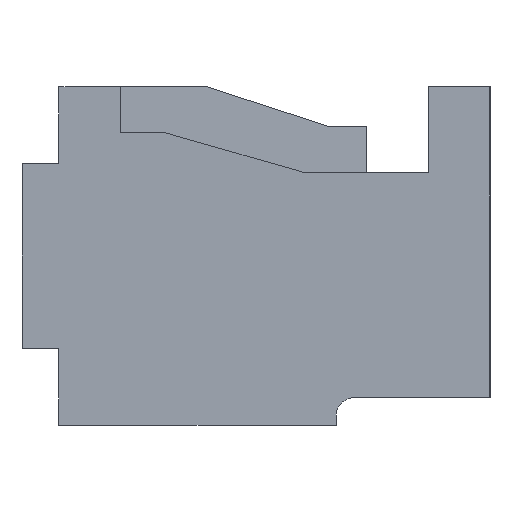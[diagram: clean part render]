
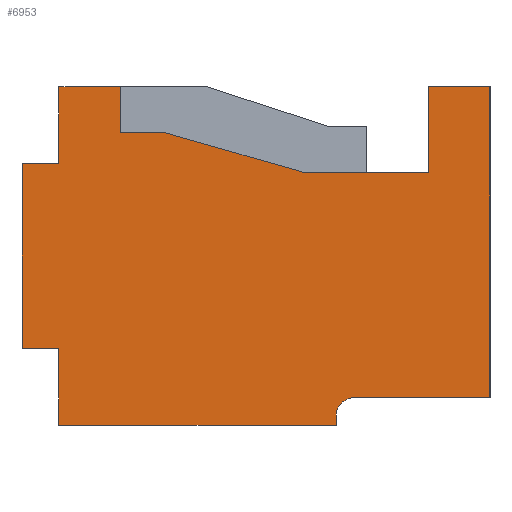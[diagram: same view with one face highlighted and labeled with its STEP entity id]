
A CAD part, left-side view. The second image highlights one B-rep face of the part: STEP entity #6953.
In plain terms, the highlighted planar face has unit normal (-1, 0, 0).
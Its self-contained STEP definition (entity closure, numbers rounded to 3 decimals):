
#13=DIRECTION('',(0.,-1.,0.));
#14=VECTOR('',#13,2.25);
#15=CARTESIAN_POINT('',(-8.2,1.6,-1.375));
#16=LINE('',#15,#14);
#17=DIRECTION('',(0.,0.,1.));
#18=VECTOR('',#17,0.075);
#19=CARTESIAN_POINT('',(-8.2,-0.65,-1.375));
#20=LINE('',#19,#18);
#21=DIRECTION('',(0.,0.,1.));
#22=VECTOR('',#21,0.625);
#23=CARTESIAN_POINT('',(-8.2,1.6,-1.375));
#24=LINE('',#23,#22);
#25=DIRECTION('',(0.,-1.,0.));
#26=VECTOR('',#25,0.3);
#27=CARTESIAN_POINT('',(-8.2,1.9,-0.75));
#28=LINE('',#27,#26);
#29=DIRECTION('',(0.,0.,1.));
#30=VECTOR('',#29,1.5);
#31=CARTESIAN_POINT('',(-8.2,1.9,-0.75));
#32=LINE('',#31,#30);
#33=DIRECTION('',(0.,-1.,0.));
#34=VECTOR('',#33,0.3);
#35=CARTESIAN_POINT('',(-8.2,1.9,0.75));
#36=LINE('',#35,#34);
#37=DIRECTION('',(0.,0.,-1.));
#38=VECTOR('',#37,0.625);
#39=CARTESIAN_POINT('',(-8.2,1.6,1.375));
#40=LINE('',#39,#38);
#41=DIRECTION('',(0.,0.,-1.));
#42=VECTOR('',#41,0.375);
#43=CARTESIAN_POINT('',(-8.2,1.1,1.375));
#44=LINE('',#43,#42);
#45=DIRECTION('',(0.,1.,0.));
#46=VECTOR('',#45,0.367);
#47=CARTESIAN_POINT('',(-8.2,0.733,1.));
#48=LINE('',#47,#46);
#49=DIRECTION('',(0.,0.961,0.276));
#50=VECTOR('',#49,1.179);
#51=CARTESIAN_POINT('',(-8.2,-0.4,0.675));
#52=LINE('',#51,#50);
#53=DIRECTION('',(0.,1.,0.));
#54=VECTOR('',#53,1.);
#55=CARTESIAN_POINT('',(-8.2,-1.4,0.675));
#56=LINE('',#55,#54);
#57=DIRECTION('',(0.,0.,-1.));
#58=VECTOR('',#57,0.7);
#59=CARTESIAN_POINT('',(-8.2,-1.4,1.375));
#60=LINE('',#59,#58);
#61=DIRECTION('',(0.,1.,0.));
#62=VECTOR('',#61,1.1);
#63=CARTESIAN_POINT('',(-8.2,-1.9,-1.15));
#64=LINE('',#63,#62);
#65=CARTESIAN_POINT('',(-8.2,-0.8,-1.3));
#66=DIRECTION('',(1.,0.,0.));
#67=DIRECTION('',(0.,1.,0.));
#68=AXIS2_PLACEMENT_3D('',#65,#66,#67);
#1229=DIRECTION('',(0.,0.,1.));
#1230=VECTOR('',#1229,2.525);
#1231=CARTESIAN_POINT('',(-8.2,-1.9,-1.15));
#1232=LINE('',#1231,#1230);
#1313=DIRECTION('',(0.,-1.,0.));
#1314=VECTOR('',#1313,0.5);
#1315=CARTESIAN_POINT('',(-8.2,1.6,1.375));
#1316=LINE('',#1315,#1314);
#1573=DIRECTION('',(0.,-1.,0.));
#1574=VECTOR('',#1573,0.5);
#1575=CARTESIAN_POINT('',(-8.2,-1.4,1.375));
#1576=LINE('',#1575,#1574);
#5183=CARTESIAN_POINT('',(-8.2,-1.9,1.375));
#5185=VERTEX_POINT('',#5183);
#5187=CARTESIAN_POINT('',(-8.2,1.6,-1.375));
#5189=VERTEX_POINT('',#5187);
#5191=CARTESIAN_POINT('',(-8.2,1.6,1.375));
#5193=VERTEX_POINT('',#5191);
#5195=CARTESIAN_POINT('',(-8.2,1.6,0.75));
#5196=VERTEX_POINT('',#5195);
#5197=CARTESIAN_POINT('',(-8.2,1.9,0.75));
#5198=VERTEX_POINT('',#5197);
#5199=CARTESIAN_POINT('',(-8.2,1.9,-0.75));
#5200=CARTESIAN_POINT('',(-8.2,1.6,-0.75));
#5201=VERTEX_POINT('',#5199);
#5202=VERTEX_POINT('',#5200);
#5281=CARTESIAN_POINT('',(-8.2,-1.4,1.375));
#5282=CARTESIAN_POINT('',(-8.2,-1.4,0.675));
#5283=VERTEX_POINT('',#5281);
#5284=VERTEX_POINT('',#5282);
#5285=CARTESIAN_POINT('',(-8.2,-0.4,0.675));
#5286=VERTEX_POINT('',#5285);
#5287=CARTESIAN_POINT('',(-8.2,0.733,1.));
#5288=VERTEX_POINT('',#5287);
#5289=CARTESIAN_POINT('',(-8.2,1.1,1.));
#5290=VERTEX_POINT('',#5289);
#5291=CARTESIAN_POINT('',(-8.2,1.1,1.375));
#5292=VERTEX_POINT('',#5291);
#6579=CARTESIAN_POINT('',(-8.2,-0.65,-1.375));
#6581=VERTEX_POINT('',#6579);
#6583=CARTESIAN_POINT('',(-8.2,-0.65,-1.3));
#6584=VERTEX_POINT('',#6583);
#6585=CARTESIAN_POINT('',(-8.2,-0.8,-1.15));
#6586=VERTEX_POINT('',#6585);
#6587=CARTESIAN_POINT('',(-8.2,-1.9,-1.15));
#6588=VERTEX_POINT('',#6587);
#6914=CARTESIAN_POINT('',(-8.2,1.9,-1.375));
#6915=DIRECTION('',(-1.,0.,0.));
#6916=DIRECTION('',(0.,-1.,0.));
#6917=AXIS2_PLACEMENT_3D('',#6914,#6915,#6916);
#6918=PLANE('',#6917);
#6919=ORIENTED_EDGE('',*,*,#6905,.F.);
#6920=ORIENTED_EDGE('',*,*,#6894,.F.);
#6922=ORIENTED_EDGE('',*,*,#6921,.T.);
#6924=ORIENTED_EDGE('',*,*,#6923,.F.);
#6926=ORIENTED_EDGE('',*,*,#6925,.T.);
#6928=ORIENTED_EDGE('',*,*,#6927,.T.);
#6930=ORIENTED_EDGE('',*,*,#6929,.F.);
#6932=ORIENTED_EDGE('',*,*,#6931,.T.);
#6934=ORIENTED_EDGE('',*,*,#6933,.T.);
#6936=ORIENTED_EDGE('',*,*,#6935,.F.);
#6938=ORIENTED_EDGE('',*,*,#6937,.F.);
#6940=ORIENTED_EDGE('',*,*,#6939,.F.);
#6942=ORIENTED_EDGE('',*,*,#6941,.F.);
#6944=ORIENTED_EDGE('',*,*,#6943,.T.);
#6946=ORIENTED_EDGE('',*,*,#6945,.F.);
#6948=ORIENTED_EDGE('',*,*,#6947,.T.);
#6950=ORIENTED_EDGE('',*,*,#6949,.F.);
#6951=EDGE_LOOP('',(#6919,#6920,#6922,#6924,#6926,#6928,#6930,#6932,#6934,#6936,
#6938,#6940,#6942,#6944,#6946,#6948,#6950));
#6952=FACE_OUTER_BOUND('',#6951,.F.);
#6953=ADVANCED_FACE('',(#6952),#6918,.T.);
#69=CIRCLE('',#68,0.15);
#6894=EDGE_CURVE('',#5189,#6581,#16,.T.);
#6905=EDGE_CURVE('',#6581,#6584,#20,.T.);
#6921=EDGE_CURVE('',#5189,#5202,#24,.T.);
#6923=EDGE_CURVE('',#5201,#5202,#28,.T.);
#6925=EDGE_CURVE('',#5201,#5198,#32,.T.);
#6927=EDGE_CURVE('',#5198,#5196,#36,.T.);
#6929=EDGE_CURVE('',#5193,#5196,#40,.T.);
#6931=EDGE_CURVE('',#5193,#5292,#1316,.T.);
#6933=EDGE_CURVE('',#5292,#5290,#44,.T.);
#6935=EDGE_CURVE('',#5288,#5290,#48,.T.);
#6937=EDGE_CURVE('',#5286,#5288,#52,.T.);
#6939=EDGE_CURVE('',#5284,#5286,#56,.T.);
#6941=EDGE_CURVE('',#5283,#5284,#60,.T.);
#6943=EDGE_CURVE('',#5283,#5185,#1576,.T.);
#6945=EDGE_CURVE('',#6588,#5185,#1232,.T.);
#6947=EDGE_CURVE('',#6588,#6586,#64,.T.);
#6949=EDGE_CURVE('',#6584,#6586,#69,.T.);
